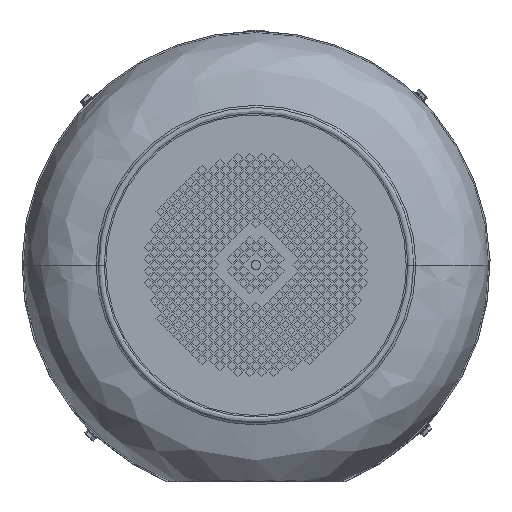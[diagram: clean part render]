
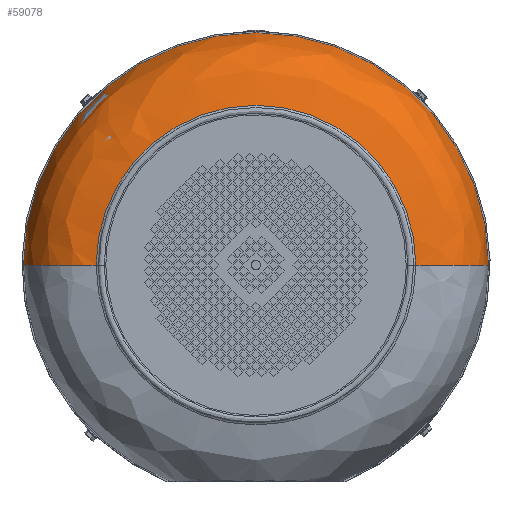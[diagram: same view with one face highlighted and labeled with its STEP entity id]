
A CAD part, top view. The second image highlights one B-rep face of the part: STEP entity #59078.
In plain terms, the highlighted free-form (B-spline) face has degree [3, 3] with [4, 4] control points.
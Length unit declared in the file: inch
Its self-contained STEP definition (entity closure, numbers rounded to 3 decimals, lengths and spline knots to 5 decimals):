
#2390 = AXIS2_PLACEMENT_3D ( 'NONE', #9013, #27136, #32549 ) ;
#3710 = VERTEX_POINT ( 'NONE', #28252 ) ;
#4795 = CARTESIAN_POINT ( 'NONE',  ( 7.81343, 0., 16.45669 ) ) ;
#6796 = CARTESIAN_POINT ( 'NONE',  ( -7.8483, 0., 20.05889 ) ) ;
#8181 = CIRCLE ( 'NONE', #2390, 3.60236 ) ;
#8573 = CARTESIAN_POINT ( 'NONE',  ( 11.41557, 0., 16.49606 ) ) ;
#8776 = CARTESIAN_POINT ( 'NONE',  ( -11.41557, 0., 16.49606 ) ) ;
#9013 = CARTESIAN_POINT ( 'NONE',  ( -7.81343, 0., 16.45669 ) ) ;
#12470 = CARTESIAN_POINT ( 'NONE',  ( 11.41557, 0., 16.49606 ) ) ;
#12727 = DIRECTION ( 'NONE',  ( 1., 0., 0. ) ) ;
#12738 = CARTESIAN_POINT ( 'NONE',  ( -9.92409, 19.84819, 20.03879 ) ) ;
#12883 = AXIS2_PLACEMENT_3D ( 'NONE', #55683, #18710, #12727 ) ;
#13253 = CARTESIAN_POINT ( 'NONE',  ( 7.8483, 15.69659, 20.05889 ) ) ;
#15799 = ORIENTED_EDGE ( 'NONE', *, *, #20496, .F. ) ;
#18710 = DIRECTION ( 'NONE',  ( 0., 0., -1. ) ) ;
#18722 = CARTESIAN_POINT ( 'NONE',  ( -11.41557, 22.83115, 16.49606 ) ) ;
#18925 = CIRCLE ( 'NONE', #12883, 7.8483 ) ;
#19242 = CARTESIAN_POINT ( 'NONE',  ( -11.39289, 22.78578, 18.57183 ) ) ;
#19522 = CARTESIAN_POINT ( 'NONE',  ( -9.92409, 0., 20.03879 ) ) ;
#20496 = EDGE_CURVE ( 'NONE', #36505, #53417, #8181, .T. ) ;
#22749 = ORIENTED_EDGE ( 'NONE', *, *, #62863, .T. ) ;
#23650 = EDGE_CURVE ( 'NONE', #36505, #3710, #18925, .T. ) ;
#25070 = ORIENTED_EDGE ( 'NONE', *, *, #66174, .F. ) ;
#25183 = CARTESIAN_POINT ( 'NONE',  ( -11.41557, 0., 16.49606 ) ) ;
#26067 = FACE_OUTER_BOUND ( 'NONE', #30401, .T. ) ;
#27136 = DIRECTION ( 'NONE',  ( 0., -1., 0. ) ) ;
#28252 = CARTESIAN_POINT ( 'NONE',  ( 7.8483, 0., 20.05889 ) ) ;
#29452 = DIRECTION ( 'NONE',  ( 1., 0., 0. ) ) ;
#30277 = CIRCLE ( 'NONE', #72394, 3.60236 ) ;
#30401 = EDGE_LOOP ( 'NONE', ( #15799, #70524, #22749, #25070 ) ) ;
#32549 = DIRECTION ( 'NONE',  ( -1., 0., 0. ) ) ;
#36505 = VERTEX_POINT ( 'NONE', #80099 ) ;
#37072 = CARTESIAN_POINT ( 'NONE',  ( -7.8483, 15.69659, 20.05889 ) ) ;
#38118 = CARTESIAN_POINT ( 'NONE',  ( -11.39289, 0., 18.57183 ) ) ;
#41811 =( BOUNDED_SURFACE ( )  B_SPLINE_SURFACE ( 3, 3, ( 
 ( #43824, #13253, #37072, #6796 ),
 ( #68318, #49766, #12738, #19522 ),
 ( #43281, #62139, #19242, #38118 ),
 ( #12470, #55688, #18722, #25183 ) ),
 .UNSPECIFIED., .F., .F., .F. ) 
 B_SPLINE_SURFACE_WITH_KNOTS ( ( 4, 4 ),
 ( 4, 4 ),
 ( 0., 1. ),
 ( 0., 1. ),
 .UNSPECIFIED. ) 
 GEOMETRIC_REPRESENTATION_ITEM ( )  RATIONAL_B_SPLINE_SURFACE ( (
 ( 1., 0.333, 0.333, 1.),
 ( 0.81, 0.27, 0.27, 0.81),
 ( 0.81, 0.27, 0.27, 0.81),
 ( 1., 0.333, 0.333, 1.) ) ) 
 REPRESENTATION_ITEM ( '' )  SURFACE ( )  );
#43281 = CARTESIAN_POINT ( 'NONE',  ( 11.39289, 0., 18.57183 ) ) ;
#43824 = CARTESIAN_POINT ( 'NONE',  ( 7.8483, 0., 20.05889 ) ) ;
#48008 = DIRECTION ( 'NONE',  ( 0., 1., 0. ) ) ;
#49766 = CARTESIAN_POINT ( 'NONE',  ( 9.92409, 19.84819, 20.03879 ) ) ;
#53417 = VERTEX_POINT ( 'NONE', #8776 ) ;
#54213 = DIRECTION ( 'NONE',  ( 1., 0., 0. ) ) ;
#54507 = VERTEX_POINT ( 'NONE', #8573 ) ;
#55683 = CARTESIAN_POINT ( 'NONE',  ( 0., 0., 20.05889 ) ) ;
#55688 = CARTESIAN_POINT ( 'NONE',  ( 11.41557, 22.83115, 16.49606 ) ) ;
#59078 = ADVANCED_FACE ( 'NONE', ( #26067 ), #41811, .T. ) ;
#60697 = DIRECTION ( 'NONE',  ( 0., 0., -1. ) ) ;
#62139 = CARTESIAN_POINT ( 'NONE',  ( 11.39289, 22.78578, 18.57183 ) ) ;
#62863 = EDGE_CURVE ( 'NONE', #3710, #54507, #30277, .T. ) ;
#66174 = EDGE_CURVE ( 'NONE', #53417, #54507, #76649, .T. ) ;
#68318 = CARTESIAN_POINT ( 'NONE',  ( 9.92409, 0., 20.03879 ) ) ;
#70524 = ORIENTED_EDGE ( 'NONE', *, *, #23650, .T. ) ;
#70948 = AXIS2_PLACEMENT_3D ( 'NONE', #73606, #60697, #29452 ) ;
#72394 = AXIS2_PLACEMENT_3D ( 'NONE', #4795, #48008, #54213 ) ;
#73606 = CARTESIAN_POINT ( 'NONE',  ( 0., 0., 16.49606 ) ) ;
#76649 = CIRCLE ( 'NONE', #70948, 11.41557 ) ;
#80099 = CARTESIAN_POINT ( 'NONE',  ( -7.8483, 0., 20.05889 ) ) ;
